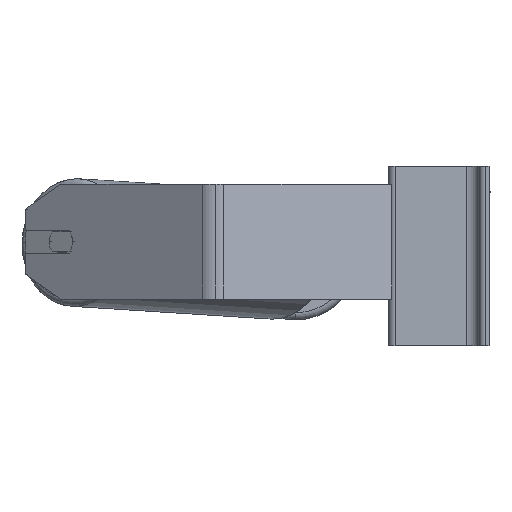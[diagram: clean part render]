
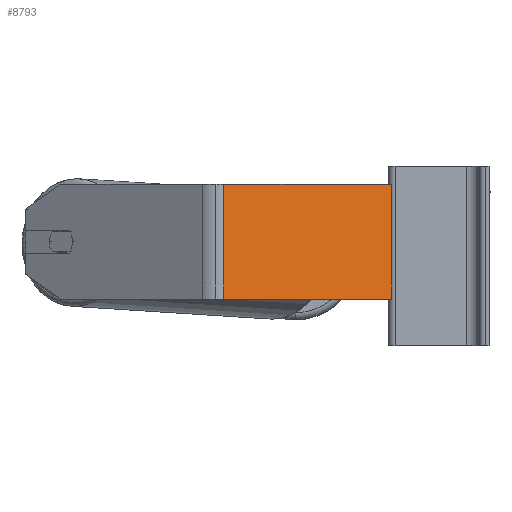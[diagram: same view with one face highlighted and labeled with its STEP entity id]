
A CAD part, left-side view. The second image highlights one B-rep face of the part: STEP entity #8793.
In plain terms, the highlighted planar face has unit normal (-0.94, -0.342, 0).
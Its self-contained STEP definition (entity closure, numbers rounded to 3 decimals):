
#235 = VERTEX_POINT ( 'NONE', #9130 ) ;
#580 = DIRECTION ( 'NONE',  ( 0., 0., -1. ) ) ;
#825 = ORIENTED_EDGE ( 'NONE', *, *, #9449, .T. ) ;
#1289 = DIRECTION ( 'NONE',  ( 0.94, 0.342, 0. ) ) ;
#1470 = VERTEX_POINT ( 'NONE', #7330 ) ;
#1794 = ORIENTED_EDGE ( 'NONE', *, *, #8025, .T. ) ;
#2233 = VERTEX_POINT ( 'NONE', #7506 ) ;
#2877 = CARTESIAN_POINT ( 'NONE',  ( -412.518, 15.948, 50. ) ) ;
#2904 = PLANE ( 'NONE',  #4272 ) ;
#3219 = VECTOR ( 'NONE', #6836, 1000. ) ;
#3321 = DIRECTION ( 'NONE',  ( 0.342, -0.94, 0. ) ) ;
#3627 = ORIENTED_EDGE ( 'NONE', *, *, #10934, .F. ) ;
#3653 = ORIENTED_EDGE ( 'NONE', *, *, #5796, .F. ) ;
#4143 = CARTESIAN_POINT ( 'NONE',  ( -412.518, 15.948, 50. ) ) ;
#4272 = AXIS2_PLACEMENT_3D ( 'NONE', #10478, #1289, #4516 ) ;
#4308 = EDGE_LOOP ( 'NONE', ( #825, #3653, #3627, #1794 ) ) ;
#4314 = VECTOR ( 'NONE', #3321, 1000. ) ;
#4516 = DIRECTION ( 'NONE',  ( -0.342, 0.94, 0. ) ) ;
#4753 = VERTEX_POINT ( 'NONE', #4143 ) ;
#5443 = CARTESIAN_POINT ( 'NONE',  ( -455.026, 132.738, 50. ) ) ;
#5645 = LINE ( 'NONE', #2877, #6724 ) ;
#5796 = EDGE_CURVE ( 'NONE', #4753, #2233, #5645, .T. ) ;
#6054 = LINE ( 'NONE', #9393, #3219 ) ;
#6214 = VECTOR ( 'NONE', #8840, 1000. ) ;
#6724 = VECTOR ( 'NONE', #580, 1000. ) ;
#6777 = CARTESIAN_POINT ( 'NONE',  ( -457.874, 140.565, 50. ) ) ;
#6826 = LINE ( 'NONE', #6777, #4314 ) ;
#6836 = DIRECTION ( 'NONE',  ( 0.342, -0.94, 0. ) ) ;
#7183 = FACE_OUTER_BOUND ( 'NONE', #4308, .T. ) ;
#7330 = CARTESIAN_POINT ( 'NONE',  ( -455.026, 132.738, 50. ) ) ;
#7506 = CARTESIAN_POINT ( 'NONE',  ( -412.518, 15.948, -30. ) ) ;
#8025 = EDGE_CURVE ( 'NONE', #1470, #235, #9672, .T. ) ;
#8793 = ADVANCED_FACE ( 'NONE', ( #7183 ), #2904, .F. ) ;
#8840 = DIRECTION ( 'NONE',  ( 0., 0., -1. ) ) ;
#9130 = CARTESIAN_POINT ( 'NONE',  ( -455.026, 132.738, -30. ) ) ;
#9393 = CARTESIAN_POINT ( 'NONE',  ( -457.874, 140.565, -30. ) ) ;
#9449 = EDGE_CURVE ( 'NONE', #235, #2233, #6054, .T. ) ;
#9672 = LINE ( 'NONE', #5443, #6214 ) ;
#10478 = CARTESIAN_POINT ( 'NONE',  ( -457.874, 140.565, 50. ) ) ;
#10934 = EDGE_CURVE ( 'NONE', #1470, #4753, #6826, .T. ) ;
